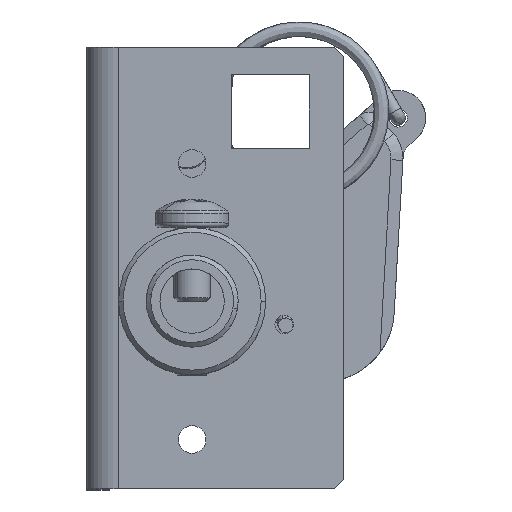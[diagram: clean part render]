
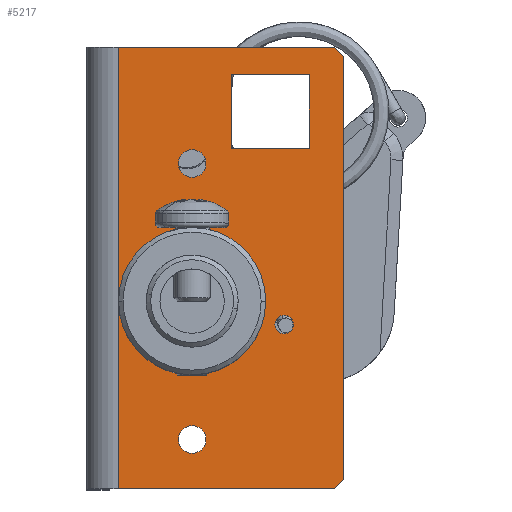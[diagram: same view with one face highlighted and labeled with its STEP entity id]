
A CAD part, top view. The second image highlights one B-rep face of the part: STEP entity #5217.
In plain terms, the highlighted planar face has unit normal (0, 0, 1).
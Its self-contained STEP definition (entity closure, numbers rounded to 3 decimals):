
#331=DIRECTION('',(-1.,0.,0.));
#332=VECTOR('',#331,23.5);
#333=CARTESIAN_POINT('',(27.,48.,2.5));
#334=LINE('',#333,#332);
#335=DIRECTION('',(0.,1.,0.));
#336=VECTOR('',#335,46.);
#337=CARTESIAN_POINT('',(28.,1.,2.5));
#338=LINE('',#337,#336);
#339=DIRECTION('',(1.,0.,0.));
#340=VECTOR('',#339,23.5);
#341=CARTESIAN_POINT('',(3.5,0.,2.5));
#342=LINE('',#341,#340);
#343=CARTESIAN_POINT('',(11.5,5.35,2.5));
#344=DIRECTION('',(0.,0.,1.));
#345=DIRECTION('',(0.,1.,0.));
#346=AXIS2_PLACEMENT_3D('',#343,#344,#345);
#348=CARTESIAN_POINT('',(11.5,5.35,2.5));
#349=DIRECTION('',(0.,0.,1.));
#350=DIRECTION('',(0.,-1.,0.));
#351=AXIS2_PLACEMENT_3D('',#348,#349,#350);
#353=CARTESIAN_POINT('',(11.5,35.35,2.5));
#354=DIRECTION('',(0.,0.,1.));
#355=DIRECTION('',(0.,1.,0.));
#356=AXIS2_PLACEMENT_3D('',#353,#354,#355);
#358=CARTESIAN_POINT('',(11.5,35.35,2.5));
#359=DIRECTION('',(0.,0.,1.));
#360=DIRECTION('',(0.,-1.,0.));
#361=AXIS2_PLACEMENT_3D('',#358,#359,#360);
#363=CARTESIAN_POINT('',(21.5,17.85,2.5));
#364=DIRECTION('',(0.,0.,1.));
#365=DIRECTION('',(0.,1.,0.));
#366=AXIS2_PLACEMENT_3D('',#363,#364,#365);
#368=CARTESIAN_POINT('',(21.5,17.85,2.5));
#369=DIRECTION('',(0.,0.,1.));
#370=DIRECTION('',(0.,-1.,0.));
#371=AXIS2_PLACEMENT_3D('',#368,#369,#370);
#373=DIRECTION('',(0.,1.,0.));
#374=VECTOR('',#373,8.);
#375=CARTESIAN_POINT('',(15.75,37.,2.5));
#376=LINE('',#375,#374);
#377=DIRECTION('',(-1.,0.,0.));
#378=VECTOR('',#377,8.5);
#379=CARTESIAN_POINT('',(24.25,37.,2.5));
#380=LINE('',#379,#378);
#381=DIRECTION('',(0.,-1.,0.));
#382=VECTOR('',#381,8.);
#383=CARTESIAN_POINT('',(24.25,45.,2.5));
#384=LINE('',#383,#382);
#385=DIRECTION('',(1.,0.,0.));
#386=VECTOR('',#385,8.5);
#387=CARTESIAN_POINT('',(15.75,45.,2.5));
#388=LINE('',#387,#386);
#389=CARTESIAN_POINT('',(11.5,20.35,2.5));
#390=DIRECTION('',(0.,0.,-1.));
#391=DIRECTION('',(-1.,0.,0.));
#392=AXIS2_PLACEMENT_3D('',#389,#390,#391);
#394=CARTESIAN_POINT('',(11.5,20.35,2.5));
#395=DIRECTION('',(0.,0.,-1.));
#396=DIRECTION('',(1.,0.,0.));
#397=AXIS2_PLACEMENT_3D('',#394,#395,#396);
#399=DIRECTION('',(0.,-1.,0.));
#400=VECTOR('',#399,48.);
#401=CARTESIAN_POINT('',(3.5,48.,2.5));
#402=LINE('',#401,#400);
#503=DIRECTION('',(0.707,0.707,0.));
#504=VECTOR('',#503,1.414);
#505=CARTESIAN_POINT('',(27.,0.,2.5));
#506=LINE('',#505,#504);
#519=DIRECTION('',(-0.707,0.707,0.));
#520=VECTOR('',#519,1.414);
#521=CARTESIAN_POINT('',(28.,47.,2.5));
#522=LINE('',#521,#520);
#4390=CARTESIAN_POINT('',(3.5,0.,2.5));
#4392=VERTEX_POINT('',#4390);
#4398=CARTESIAN_POINT('',(3.5,48.,2.5));
#4400=VERTEX_POINT('',#4398);
#4425=CARTESIAN_POINT('',(11.5,6.85,2.5));
#4426=CARTESIAN_POINT('',(11.5,3.85,2.5));
#4427=VERTEX_POINT('',#4425);
#4428=VERTEX_POINT('',#4426);
#4429=CARTESIAN_POINT('',(11.5,36.85,2.5));
#4430=CARTESIAN_POINT('',(11.5,33.85,2.5));
#4431=VERTEX_POINT('',#4429);
#4432=VERTEX_POINT('',#4430);
#4441=CARTESIAN_POINT('',(21.5,18.85,2.5));
#4442=CARTESIAN_POINT('',(21.5,16.85,2.5));
#4443=VERTEX_POINT('',#4441);
#4444=VERTEX_POINT('',#4442);
#4449=CARTESIAN_POINT('',(27.,0.,2.5));
#4451=VERTEX_POINT('',#4449);
#4453=CARTESIAN_POINT('',(28.,1.,2.5));
#4455=VERTEX_POINT('',#4453);
#4457=CARTESIAN_POINT('',(28.,47.,2.5));
#4459=VERTEX_POINT('',#4457);
#4461=CARTESIAN_POINT('',(27.,48.,2.5));
#4463=VERTEX_POINT('',#4461);
#4541=CARTESIAN_POINT('',(15.75,37.,2.5));
#4542=CARTESIAN_POINT('',(15.75,45.,2.5));
#4543=VERTEX_POINT('',#4541);
#4544=VERTEX_POINT('',#4542);
#4545=CARTESIAN_POINT('',(24.25,45.,2.5));
#4546=VERTEX_POINT('',#4545);
#4547=CARTESIAN_POINT('',(24.25,37.,2.5));
#4548=VERTEX_POINT('',#4547);
#4569=CARTESIAN_POINT('',(4.,20.35,2.5));
#4570=CARTESIAN_POINT('',(19.,20.35,2.5));
#4571=VERTEX_POINT('',#4569);
#4572=VERTEX_POINT('',#4570);
#5165=CARTESIAN_POINT('',(-45.821,24.,2.5));
#5166=DIRECTION('',(0.,0.,1.));
#5167=DIRECTION('',(0.,-1.,0.));
#5168=AXIS2_PLACEMENT_3D('',#5165,#5166,#5167);
#5169=PLANE('',#5168);
#5171=ORIENTED_EDGE('',*,*,#5170,.F.);
#5173=ORIENTED_EDGE('',*,*,#5172,.F.);
#5175=ORIENTED_EDGE('',*,*,#5174,.F.);
#5177=ORIENTED_EDGE('',*,*,#5176,.F.);
#5179=ORIENTED_EDGE('',*,*,#5178,.F.);
#5180=ORIENTED_EDGE('',*,*,#5149,.F.);
#5181=EDGE_LOOP('',(#5171,#5173,#5175,#5177,#5179,#5180));
#5182=FACE_OUTER_BOUND('',#5181,.F.);
#5184=ORIENTED_EDGE('',*,*,#5183,.T.);
#5186=ORIENTED_EDGE('',*,*,#5185,.T.);
#5187=EDGE_LOOP('',(#5184,#5186));
#5188=FACE_BOUND('',#5187,.F.);
#5190=ORIENTED_EDGE('',*,*,#5189,.T.);
#5192=ORIENTED_EDGE('',*,*,#5191,.T.);
#5193=EDGE_LOOP('',(#5190,#5192));
#5194=FACE_BOUND('',#5193,.F.);
#5196=ORIENTED_EDGE('',*,*,#5195,.T.);
#5198=ORIENTED_EDGE('',*,*,#5197,.T.);
#5199=EDGE_LOOP('',(#5196,#5198));
#5200=FACE_BOUND('',#5199,.F.);
#5202=ORIENTED_EDGE('',*,*,#5201,.F.);
#5204=ORIENTED_EDGE('',*,*,#5203,.F.);
#5206=ORIENTED_EDGE('',*,*,#5205,.F.);
#5208=ORIENTED_EDGE('',*,*,#5207,.F.);
#5209=EDGE_LOOP('',(#5202,#5204,#5206,#5208));
#5210=FACE_BOUND('',#5209,.F.);
#5212=ORIENTED_EDGE('',*,*,#5211,.F.);
#5214=ORIENTED_EDGE('',*,*,#5213,.F.);
#5215=EDGE_LOOP('',(#5212,#5214));
#5216=FACE_BOUND('',#5215,.F.);
#347=CIRCLE('',#346,1.5);
#352=CIRCLE('',#351,1.5);
#357=CIRCLE('',#356,1.5);
#362=CIRCLE('',#361,1.5);
#367=CIRCLE('',#366,1.);
#372=CIRCLE('',#371,1.);
#393=CIRCLE('',#392,7.5);
#398=CIRCLE('',#397,7.5);
#5149=EDGE_CURVE('',#4392,#4451,#342,.T.);
#5170=EDGE_CURVE('',#4400,#4392,#402,.T.);
#5172=EDGE_CURVE('',#4463,#4400,#334,.T.);
#5174=EDGE_CURVE('',#4459,#4463,#522,.T.);
#5176=EDGE_CURVE('',#4455,#4459,#338,.T.);
#5178=EDGE_CURVE('',#4451,#4455,#506,.T.);
#5183=EDGE_CURVE('',#4427,#4428,#347,.T.);
#5185=EDGE_CURVE('',#4428,#4427,#352,.T.);
#5189=EDGE_CURVE('',#4431,#4432,#357,.T.);
#5191=EDGE_CURVE('',#4432,#4431,#362,.T.);
#5195=EDGE_CURVE('',#4443,#4444,#367,.T.);
#5197=EDGE_CURVE('',#4444,#4443,#372,.T.);
#5201=EDGE_CURVE('',#4543,#4544,#376,.T.);
#5203=EDGE_CURVE('',#4548,#4543,#380,.T.);
#5205=EDGE_CURVE('',#4546,#4548,#384,.T.);
#5207=EDGE_CURVE('',#4544,#4546,#388,.T.);
#5211=EDGE_CURVE('',#4571,#4572,#393,.T.);
#5213=EDGE_CURVE('',#4572,#4571,#398,.T.);
#5217=ADVANCED_FACE('',(#5182,#5188,#5194,#5200,#5210,#5216),#5169,.T.);
